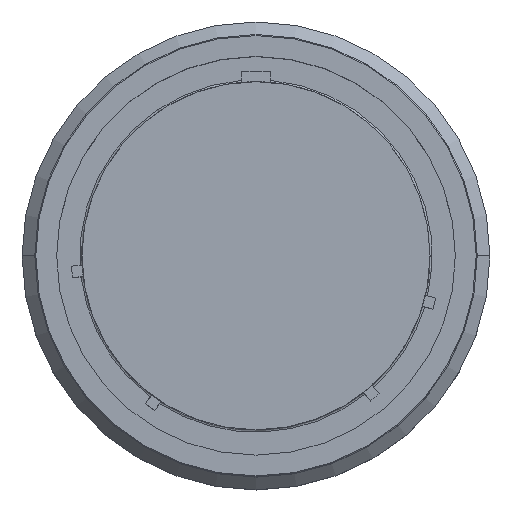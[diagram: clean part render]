
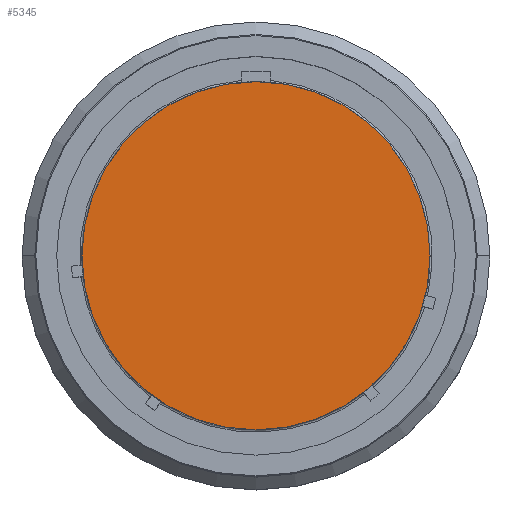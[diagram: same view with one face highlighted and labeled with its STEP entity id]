
A CAD part, top view. The second image highlights one B-rep face of the part: STEP entity #5345.
In plain terms, the highlighted planar face has unit normal (0, 0, 1).
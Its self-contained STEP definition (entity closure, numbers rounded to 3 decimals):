
#2117=CARTESIAN_POINT('',(0.,0.,11.52));
#2118=DIRECTION('',(0.,0.,1.));
#2119=DIRECTION('',(1.,0.,0.));
#2120=AXIS2_PLACEMENT_3D('',#2117,#2118,#2119);
#2122=CARTESIAN_POINT('',(0.,0.,11.52));
#2123=DIRECTION('',(0.,0.,-1.));
#2124=DIRECTION('',(1.,0.,0.));
#2125=AXIS2_PLACEMENT_3D('',#2122,#2123,#2124);
#2127=CARTESIAN_POINT('',(16.76,0.,11.52));
#2128=CARTESIAN_POINT('',(-16.76,0.,11.52));
#2129=VERTEX_POINT('',#2127);
#2130=VERTEX_POINT('',#2128);
#5336=CARTESIAN_POINT('',(0.,0.,11.52));
#5337=DIRECTION('',(0.,0.,-1.));
#5338=DIRECTION('',(-1.,0.,0.));
#5339=AXIS2_PLACEMENT_3D('',#5336,#5337,#5338);
#5340=PLANE('',#5339);
#5341=ORIENTED_EDGE('',*,*,#5175,.F.);
#5342=ORIENTED_EDGE('',*,*,#5280,.T.);
#5343=EDGE_LOOP('',(#5341,#5342));
#5344=FACE_OUTER_BOUND('',#5343,.F.);
#5345=ADVANCED_FACE('',(#5344),#5340,.F.);
#2121=CIRCLE('',#2120,16.76);
#2126=CIRCLE('',#2125,16.76);
#5175=EDGE_CURVE('',#2129,#2130,#2121,.T.);
#5280=EDGE_CURVE('',#2129,#2130,#2126,.T.);
